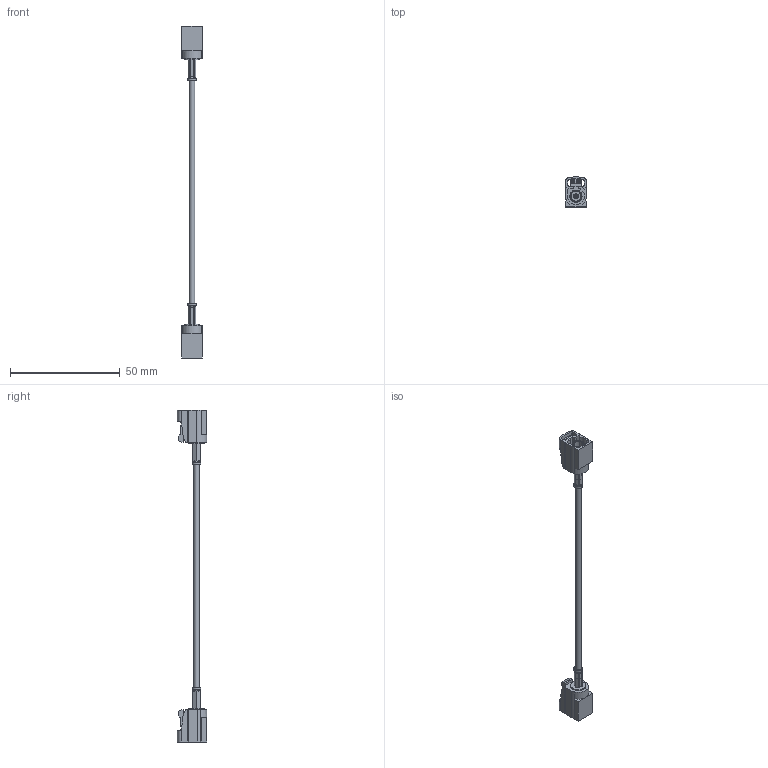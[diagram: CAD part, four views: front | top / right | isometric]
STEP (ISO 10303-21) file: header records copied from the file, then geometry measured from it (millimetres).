
FILE_DESCRIPTION (( 'STEP AP203' ), '1' );
FILE_NAME ('PE38750ZLF.step', '2019-12-18T19:56:39', ( '' ), ( '' ), 'SwSTEP 2.0', 'SolidWorks 2018', '' );
FILE_SCHEMA (( 'CONFIG_CONTROL_DESIGN' ));
Length unit declared in the file: inch
Products named in the file (3): PE38750ZLF; Coax Cable_RG174; PE44646- ｦ FMCN1346-_Z-Crimped
Assembly tree (3 placements, depth 2):
  PE38750ZLF
    Coax Cable_RG174
    PE44646- ｦ FMCN1346-_Z-Crimped  x2
Bounding box: 9.4 x 13.48 x 151.16 mm (x, y, z)
Volume: 2915.4 mm3; surface area: 4635.8 mm2
Topology: 7 solids, 7 shells, 399 faces, 1089 edges, 718 vertices
Faces by surface type: plane 244, cylinder 123, cone 24, bspline 8
Full cylindrical faces by diameter (mm): 0.508 x2, 0.55 x2, 0.812 x2, 0.885 x2, 1.016 x2, 1.022 x4, 1.2 x2, 1.7 x2, 2.286 x2, 2.591 x1, 2.7 x2, 3.48 x2, 3.988 x2, 4.497 x2, 5.513 x2, 6.883 x2
Entity records: 8171 total; most frequent: CARTESIAN_POINT 3051, ORIENTED_EDGE 1016, DIRECTION 919, EDGE_CURVE 508, VERTEX_POINT 349, AXIS2_PLACEMENT_3D 318, VECTOR 283, LINE 283
